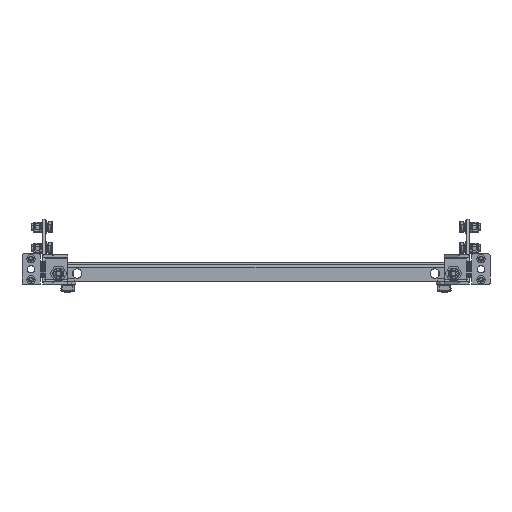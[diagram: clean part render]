
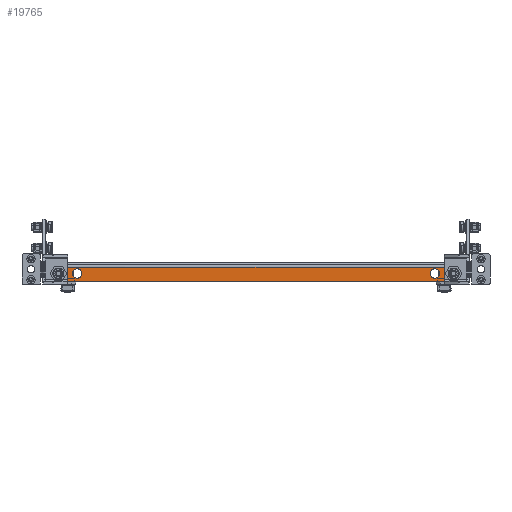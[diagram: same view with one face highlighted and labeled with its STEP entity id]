
A CAD part, front view. The second image highlights one B-rep face of the part: STEP entity #19765.
In plain terms, the highlighted planar face has unit normal (0, -1, 0).
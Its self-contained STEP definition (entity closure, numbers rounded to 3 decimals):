
#10 = FACE_BOUND ( 'NONE', #4468, .T. ) ;
#40 = CARTESIAN_POINT ( 'NONE',  ( 235., -748., -10.5 ) ) ;
#87 = CARTESIAN_POINT ( 'NONE',  ( 235., -748., -10.5 ) ) ;
#380 = CIRCLE ( 'NONE', #17493, 5. ) ;
#554 = CARTESIAN_POINT ( 'NONE',  ( -241.146, -748., -15. ) ) ;
#617 = DIRECTION ( 'NONE',  ( 0., 0., -1. ) ) ;
#754 = CIRCLE ( 'NONE', #3982, 5.5 ) ;
#822 = CARTESIAN_POINT ( 'NONE',  ( 249.5, -748., -3.3 ) ) ;
#955 = CARTESIAN_POINT ( 'NONE',  ( 212.5, -748., -10.5 ) ) ;
#1073 = CARTESIAN_POINT ( 'NONE',  ( 212.5, -748., -10.5 ) ) ;
#1398 = AXIS2_PLACEMENT_3D ( 'NONE', #1073, #6030, #12435 ) ;
#1624 = VECTOR ( 'NONE', #3068, 1000. ) ;
#1667 = AXIS2_PLACEMENT_3D ( 'NONE', #13119, #3374, #9935 ) ;
#1698 = DIRECTION ( 'NONE',  ( 0., 1., 0. ) ) ;
#1788 = ORIENTED_EDGE ( 'NONE', *, *, #13816, .F. ) ;
#1807 = DIRECTION ( 'NONE',  ( 0., 1., 0. ) ) ;
#1916 = ORIENTED_EDGE ( 'NONE', *, *, #12449, .F. ) ;
#1939 = CIRCLE ( 'NONE', #1667, 5.5 ) ;
#1964 = DIRECTION ( 'NONE',  ( 0., -1., 0. ) ) ;
#2169 = DIRECTION ( 'NONE',  ( 0., 0., 1. ) ) ;
#2316 = DIRECTION ( 'NONE',  ( 0., 1., 0. ) ) ;
#2429 = DIRECTION ( 'NONE',  ( 1., 0., 0. ) ) ;
#2857 = AXIS2_PLACEMENT_3D ( 'NONE', #955, #18706, #15376 ) ;
#2906 = EDGE_CURVE ( 'NONE', #19769, #9615, #16213, .T. ) ;
#3068 = DIRECTION ( 'NONE',  ( 0., 0., -1. ) ) ;
#3368 = EDGE_CURVE ( 'NONE', #5885, #8319, #16462, .T. ) ;
#3374 = DIRECTION ( 'NONE',  ( 0., -1., 0. ) ) ;
#3512 = EDGE_LOOP ( 'NONE', ( #9330, #12453 ) ) ;
#3555 = ORIENTED_EDGE ( 'NONE', *, *, #6339, .T. ) ;
#3719 = VERTEX_POINT ( 'NONE', #20893 ) ;
#3802 = EDGE_CURVE ( 'NONE', #5817, #18163, #1939, .T. ) ;
#3982 = AXIS2_PLACEMENT_3D ( 'NONE', #11711, #1964, #617 ) ;
#4014 = DIRECTION ( 'NONE',  ( 0., -1., 0. ) ) ;
#4175 = ORIENTED_EDGE ( 'NONE', *, *, #13581, .T. ) ;
#4418 = CARTESIAN_POINT ( 'NONE',  ( -249.5, -748., -20. ) ) ;
#4429 = DIRECTION ( 'NONE',  ( 0., 0., -1. ) ) ;
#4468 = EDGE_LOOP ( 'NONE', ( #5412, #1916 ) ) ;
#5336 = AXIS2_PLACEMENT_3D ( 'NONE', #6760, #8523, #16567 ) ;
#5412 = ORIENTED_EDGE ( 'NONE', *, *, #13822, .F. ) ;
#5620 = CIRCLE ( 'NONE', #15671, 5.5 ) ;
#5710 = CARTESIAN_POINT ( 'NONE',  ( -246.146, -748., -15. ) ) ;
#5817 = VERTEX_POINT ( 'NONE', #17918 ) ;
#5885 = VERTEX_POINT ( 'NONE', #16088 ) ;
#5935 = CARTESIAN_POINT ( 'NONE',  ( 212.5, -748., -5. ) ) ;
#6030 = DIRECTION ( 'NONE',  ( 0., 1., 0. ) ) ;
#6200 = CIRCLE ( 'NONE', #10981, 5.5 ) ;
#6243 = AXIS2_PLACEMENT_3D ( 'NONE', #12138, #2316, #16835 ) ;
#6339 = EDGE_CURVE ( 'NONE', #15166, #15188, #15367, .T. ) ;
#6357 = ORIENTED_EDGE ( 'NONE', *, *, #2906, .T. ) ;
#6399 = DIRECTION ( 'NONE',  ( 0., -1., 0. ) ) ;
#6528 = VERTEX_POINT ( 'NONE', #11156 ) ;
#6760 = CARTESIAN_POINT ( 'NONE',  ( 241.146, -748., -15. ) ) ;
#7393 = CIRCLE ( 'NONE', #1398, 5.5 ) ;
#7777 = EDGE_CURVE ( 'NONE', #15629, #5885, #12508, .T. ) ;
#7995 = CIRCLE ( 'NONE', #17234, 5.5 ) ;
#8063 = EDGE_CURVE ( 'NONE', #18926, #3719, #5620, .T. ) ;
#8188 = VECTOR ( 'NONE', #14310, 1000. ) ;
#8189 = EDGE_LOOP ( 'NONE', ( #6357, #15757 ) ) ;
#8319 = VERTEX_POINT ( 'NONE', #14624 ) ;
#8519 = EDGE_CURVE ( 'NONE', #9615, #19769, #7393, .T. ) ;
#8523 = DIRECTION ( 'NONE',  ( 0., -1., 0. ) ) ;
#8534 = ORIENTED_EDGE ( 'NONE', *, *, #3802, .F. ) ;
#8905 = VECTOR ( 'NONE', #2429, 1000. ) ;
#8912 = CARTESIAN_POINT ( 'NONE',  ( 235., -748., -16. ) ) ;
#8919 = CARTESIAN_POINT ( 'NONE',  ( -241.146, -748., -20. ) ) ;
#9091 = VERTEX_POINT ( 'NONE', #16130 ) ;
#9330 = ORIENTED_EDGE ( 'NONE', *, *, #8063, .T. ) ;
#9615 = VERTEX_POINT ( 'NONE', #5935 ) ;
#9722 = ORIENTED_EDGE ( 'NONE', *, *, #12804, .F. ) ;
#9758 = DIRECTION ( 'NONE',  ( 0., 0., -1. ) ) ;
#9935 = DIRECTION ( 'NONE',  ( 0., 0., -1. ) ) ;
#10214 = FACE_BOUND ( 'NONE', #18790, .T. ) ;
#10363 = ORIENTED_EDGE ( 'NONE', *, *, #7777, .T. ) ;
#10689 = ORIENTED_EDGE ( 'NONE', *, *, #15238, .F. ) ;
#10700 = DIRECTION ( 'NONE',  ( 0., 0., -1. ) ) ;
#10760 = CARTESIAN_POINT ( 'NONE',  ( -212.5, -748., -16. ) ) ;
#10981 = AXIS2_PLACEMENT_3D ( 'NONE', #12874, #15815, #4429 ) ;
#11156 = CARTESIAN_POINT ( 'NONE',  ( -235., -748., -16. ) ) ;
#11711 = CARTESIAN_POINT ( 'NONE',  ( -235., -748., -10.5 ) ) ;
#11997 = CARTESIAN_POINT ( 'NONE',  ( 212.5, -748., -16. ) ) ;
#12138 = CARTESIAN_POINT ( 'NONE',  ( -249.5, -748., 0. ) ) ;
#12435 = DIRECTION ( 'NONE',  ( 0., 0., -1. ) ) ;
#12449 = EDGE_CURVE ( 'NONE', #9091, #6528, #754, .T. ) ;
#12453 = ORIENTED_EDGE ( 'NONE', *, *, #20496, .T. ) ;
#12508 = LINE ( 'NONE', #4418, #8188 ) ;
#12607 = CARTESIAN_POINT ( 'NONE',  ( 246.146, -748., 0. ) ) ;
#12804 = EDGE_CURVE ( 'NONE', #15166, #18536, #17517, .T. ) ;
#12874 = CARTESIAN_POINT ( 'NONE',  ( -235., -748., -10.5 ) ) ;
#13097 = DIRECTION ( 'NONE',  ( 0., 0., -1. ) ) ;
#13119 = CARTESIAN_POINT ( 'NONE',  ( -212.5, -748., -10.5 ) ) ;
#13581 = EDGE_CURVE ( 'NONE', #15188, #15629, #380, .T. ) ;
#13634 = PLANE ( 'NONE',  #6243 ) ;
#13816 = EDGE_CURVE ( 'NONE', #18536, #8319, #17135, .T. ) ;
#13822 = EDGE_CURVE ( 'NONE', #6528, #9091, #6200, .T. ) ;
#13899 = CARTESIAN_POINT ( 'NONE',  ( -246.146, -748., 0. ) ) ;
#14030 = AXIS2_PLACEMENT_3D ( 'NONE', #40, #1698, #14692 ) ;
#14310 = DIRECTION ( 'NONE',  ( 1., 0., 0. ) ) ;
#14624 = CARTESIAN_POINT ( 'NONE',  ( 246.146, -748., -15. ) ) ;
#14692 = DIRECTION ( 'NONE',  ( 0., 0., -1. ) ) ;
#15166 = VERTEX_POINT ( 'NONE', #19479 ) ;
#15188 = VERTEX_POINT ( 'NONE', #5710 ) ;
#15238 = EDGE_CURVE ( 'NONE', #18163, #5817, #7995, .T. ) ;
#15367 = LINE ( 'NONE', #13899, #17629 ) ;
#15376 = DIRECTION ( 'NONE',  ( 0., 0., -1. ) ) ;
#15629 = VERTEX_POINT ( 'NONE', #8919 ) ;
#15671 = AXIS2_PLACEMENT_3D ( 'NONE', #87, #1807, #13097 ) ;
#15757 = ORIENTED_EDGE ( 'NONE', *, *, #8519, .T. ) ;
#15793 = FACE_BOUND ( 'NONE', #3512, .T. ) ;
#15815 = DIRECTION ( 'NONE',  ( 0., -1., 0. ) ) ;
#16088 = CARTESIAN_POINT ( 'NONE',  ( 241.146, -748., -20. ) ) ;
#16130 = CARTESIAN_POINT ( 'NONE',  ( -235., -748., -5. ) ) ;
#16206 = CARTESIAN_POINT ( 'NONE',  ( -212.5, -748., -10.5 ) ) ;
#16213 = CIRCLE ( 'NONE', #2857, 5.5 ) ;
#16462 = CIRCLE ( 'NONE', #5336, 5. ) ;
#16567 = DIRECTION ( 'NONE',  ( 0., 0., 1. ) ) ;
#16835 = DIRECTION ( 'NONE',  ( 0., 0., 1. ) ) ;
#17135 = LINE ( 'NONE', #12607, #1624 ) ;
#17234 = AXIS2_PLACEMENT_3D ( 'NONE', #16206, #6399, #9758 ) ;
#17322 = FACE_OUTER_BOUND ( 'NONE', #17855, .T. ) ;
#17493 = AXIS2_PLACEMENT_3D ( 'NONE', #554, #4014, #2169 ) ;
#17517 = LINE ( 'NONE', #822, #8905 ) ;
#17629 = VECTOR ( 'NONE', #10700, 1000. ) ;
#17855 = EDGE_LOOP ( 'NONE', ( #10363, #19257, #1788, #9722, #3555, #4175 ) ) ;
#17918 = CARTESIAN_POINT ( 'NONE',  ( -212.5, -748., -5. ) ) ;
#18163 = VERTEX_POINT ( 'NONE', #10760 ) ;
#18301 = CIRCLE ( 'NONE', #14030, 5.5 ) ;
#18536 = VERTEX_POINT ( 'NONE', #19194 ) ;
#18582 = FACE_BOUND ( 'NONE', #8189, .T. ) ;
#18706 = DIRECTION ( 'NONE',  ( 0., 1., 0. ) ) ;
#18790 = EDGE_LOOP ( 'NONE', ( #10689, #8534 ) ) ;
#18926 = VERTEX_POINT ( 'NONE', #8912 ) ;
#19194 = CARTESIAN_POINT ( 'NONE',  ( 246.146, -748., -3.3 ) ) ;
#19257 = ORIENTED_EDGE ( 'NONE', *, *, #3368, .T. ) ;
#19479 = CARTESIAN_POINT ( 'NONE',  ( -246.146, -748., -3.3 ) ) ;
#19765 = ADVANCED_FACE ( 'NONE', ( #15793, #18582, #10, #10214, #17322 ), #13634, .F. ) ;
#19769 = VERTEX_POINT ( 'NONE', #11997 ) ;
#20496 = EDGE_CURVE ( 'NONE', #3719, #18926, #18301, .T. ) ;
#20893 = CARTESIAN_POINT ( 'NONE',  ( 235., -748., -5. ) ) ;
